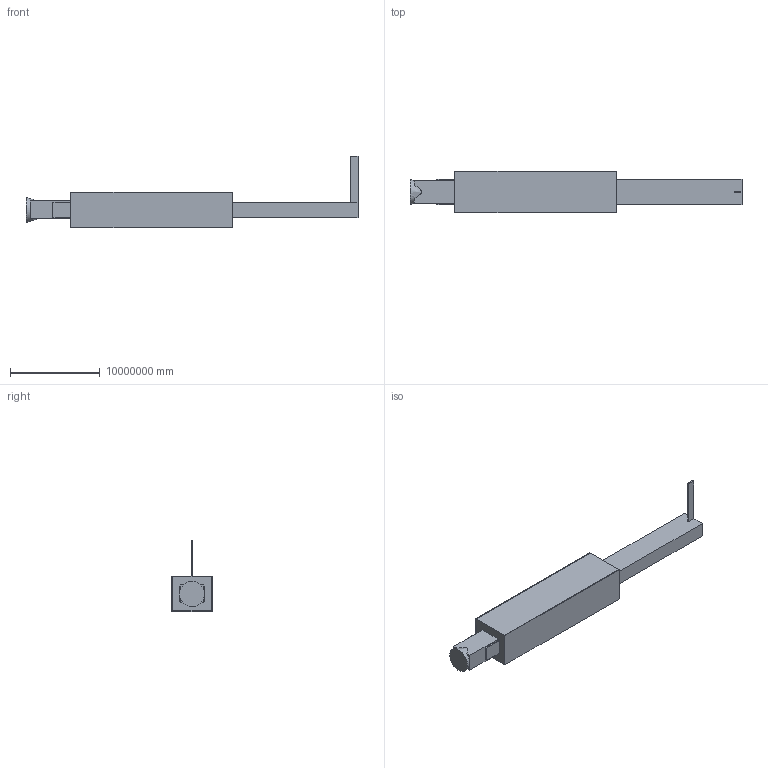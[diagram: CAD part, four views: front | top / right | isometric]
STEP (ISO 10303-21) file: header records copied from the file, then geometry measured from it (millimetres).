
FILE_DESCRIPTION(('FreeCAD Model'),'2;1');
FILE_NAME('Open CASCADE Shape Model','2025-11-14T08:32:30',('Author'),( ''),'Open CASCADE STEP processor 7.8','FreeCAD','Unknown');
FILE_SCHEMA(('AUTOMOTIVE_DESIGN { 1 0 10303 214 1 1 1 1 }'));
Length unit declared in the file: metre
Products named in the file (1): Shuttle_Hull
Bounding box: 37000000 x 4600000 x 8000000 mm (x, y, z)
Volume: 219049636356268425216 mm3
Topology: 1 solids, 2 shells, 59 faces, 149 edges, 96 vertices
Faces by surface type: plane 58, bspline 1
Entity records: 4747 total; most frequent: CARTESIAN_POINT 1894, DIRECTION 453, LINE 335, VECTOR 335, ORIENTED_EDGE 298, PCURVE 298, DEFINITIONAL_REPRESENTATION 298, EDGE_CURVE 149
